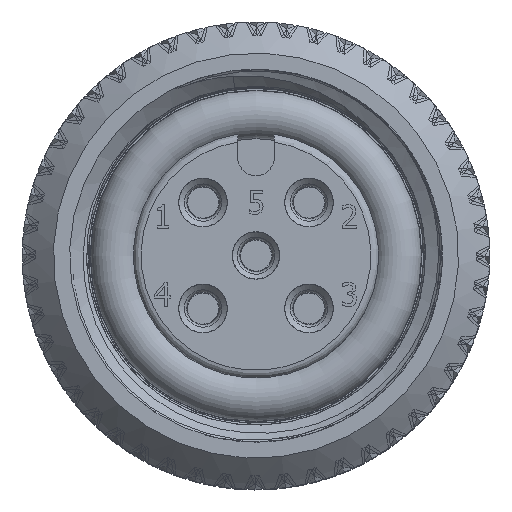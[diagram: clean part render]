
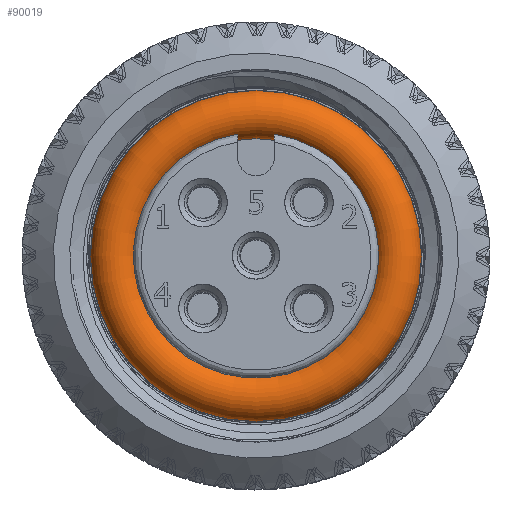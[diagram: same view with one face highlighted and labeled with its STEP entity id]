
A CAD part, top view. The second image highlights one B-rep face of the part: STEP entity #90019.
In plain terms, the highlighted toroidal (fillet/blend) face has major radius 4.616 mm and minor radius 0.794 mm.
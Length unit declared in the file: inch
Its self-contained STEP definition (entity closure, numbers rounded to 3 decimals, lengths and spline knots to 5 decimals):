
#1357=TOROIDAL_SURFACE('',#93701,0.18175,0.03125);
#12247=FACE_OUTER_BOUND('',#17883,.T.);
#17883=EDGE_LOOP('',(#68978,#68979,#68980,#68981));
#20174=CIRCLE('',#93702,0.03125);
#20175=CIRCLE('',#93703,0.1505);
#36241=VERTEX_POINT('',#234819);
#47485=EDGE_CURVE('',#36241,#36241,#20174,.T.);
#47486=EDGE_CURVE('',#36241,#36241,#20175,.T.);
#68978=ORIENTED_EDGE('',*,*,#47485,.F.);
#68979=ORIENTED_EDGE('',*,*,#47486,.T.);
#68980=ORIENTED_EDGE('',*,*,#47485,.T.);
#68981=ORIENTED_EDGE('',*,*,#47486,.F.);
#90019=ADVANCED_FACE('',(#12247),#1357,.T.);
#93701=AXIS2_PLACEMENT_3D('',#234818,#100970,#100971);
#93702=AXIS2_PLACEMENT_3D('',#234820,#100972,#100973);
#93703=AXIS2_PLACEMENT_3D('',#234821,#100974,#100975);
#100970=DIRECTION('center_axis',(1.,0.,0.));
#100971=DIRECTION('ref_axis',(0.,0.,-1.));
#100972=DIRECTION('center_axis',(0.,-1.,0.));
#100973=DIRECTION('ref_axis',(0.,0.,1.));
#100974=DIRECTION('center_axis',(-1.,0.,0.));
#100975=DIRECTION('ref_axis',(0.,0.,-1.));
#234818=CARTESIAN_POINT('Origin',(0.,0.,0.));
#234819=CARTESIAN_POINT('',(0.,0.,
0.1505));
#234820=CARTESIAN_POINT('Origin',(0.,0.,0.18175));
#234821=CARTESIAN_POINT('Origin',(0.,0.,0.));
